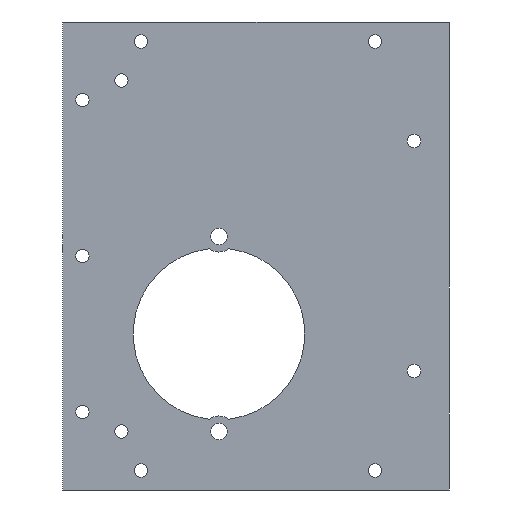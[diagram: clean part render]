
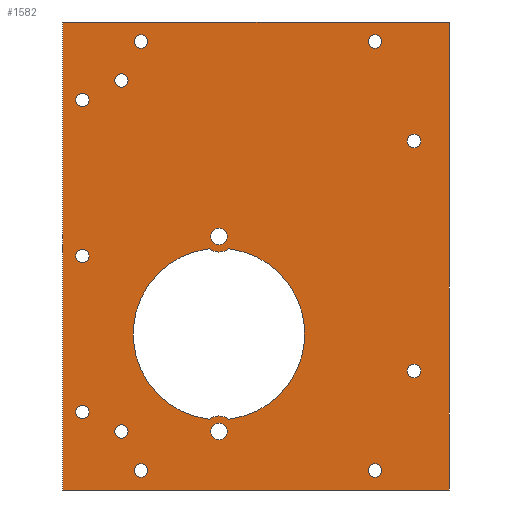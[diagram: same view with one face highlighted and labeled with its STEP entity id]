
A CAD part, left-side view. The second image highlights one B-rep face of the part: STEP entity #1582.
In plain terms, the highlighted planar face has unit normal (-1, 0, 0).
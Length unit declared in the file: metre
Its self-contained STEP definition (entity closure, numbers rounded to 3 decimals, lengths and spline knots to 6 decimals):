
#42=LINE('',#2257,#182);
#177=LINE('',#2636,#317);
#178=LINE('',#2638,#318);
#179=LINE('',#2640,#319);
#182=VECTOR('',#1822,1.);
#317=VECTOR('',#2189,1.);
#318=VECTOR('',#2190,1.);
#319=VECTOR('',#2191,1.);
#685=ORIENTED_EDGE('',*,*,#774,.F.);
#686=ORIENTED_EDGE('',*,*,#773,.F.);
#687=ORIENTED_EDGE('',*,*,#772,.F.);
#688=ORIENTED_EDGE('',*,*,#771,.F.);
#689=ORIENTED_EDGE('',*,*,#770,.F.);
#690=ORIENTED_EDGE('',*,*,#769,.F.);
#691=ORIENTED_EDGE('',*,*,#768,.F.);
#692=ORIENTED_EDGE('',*,*,#767,.F.);
#693=ORIENTED_EDGE('',*,*,#766,.F.);
#694=ORIENTED_EDGE('',*,*,#765,.F.);
#695=ORIENTED_EDGE('',*,*,#764,.F.);
#696=ORIENTED_EDGE('',*,*,#798,.T.);
#697=ORIENTED_EDGE('',*,*,#801,.F.);
#698=ORIENTED_EDGE('',*,*,#804,.T.);
#699=ORIENTED_EDGE('',*,*,#806,.F.);
#700=ORIENTED_EDGE('',*,*,#793,.T.);
#701=ORIENTED_EDGE('',*,*,#791,.T.);
#702=ORIENTED_EDGE('',*,*,#941,.F.);
#703=ORIENTED_EDGE('',*,*,#942,.T.);
#704=ORIENTED_EDGE('',*,*,#943,.T.);
#705=ORIENTED_EDGE('',*,*,#760,.T.);
#760=EDGE_CURVE('',#968,#969,#42,.T.);
#764=EDGE_CURVE('',#972,#972,#1120,.F.);
#765=EDGE_CURVE('',#973,#973,#1121,.F.);
#766=EDGE_CURVE('',#974,#974,#1122,.F.);
#767=EDGE_CURVE('',#975,#975,#1123,.F.);
#768=EDGE_CURVE('',#976,#976,#1124,.F.);
#769=EDGE_CURVE('',#977,#977,#1125,.F.);
#770=EDGE_CURVE('',#978,#978,#1126,.F.);
#771=EDGE_CURVE('',#979,#979,#1127,.F.);
#772=EDGE_CURVE('',#980,#980,#1128,.F.);
#773=EDGE_CURVE('',#981,#981,#1129,.F.);
#774=EDGE_CURVE('',#982,#982,#1130,.F.);
#791=EDGE_CURVE('',#995,#995,#1131,.T.);
#793=EDGE_CURVE('',#997,#997,#1133,.T.);
#798=EDGE_CURVE('',#1000,#1002,#1136,.T.);
#801=EDGE_CURVE('',#1004,#1002,#1138,.T.);
#804=EDGE_CURVE('',#1004,#1006,#1140,.T.);
#806=EDGE_CURVE('',#1000,#1006,#1142,.T.);
#941=EDGE_CURVE('',#1096,#969,#177,.T.);
#942=EDGE_CURVE('',#1096,#1097,#178,.T.);
#943=EDGE_CURVE('',#1097,#968,#179,.T.);
#968=VERTEX_POINT('',#2258);
#969=VERTEX_POINT('',#2259);
#972=VERTEX_POINT('',#2267);
#973=VERTEX_POINT('',#2270);
#974=VERTEX_POINT('',#2273);
#975=VERTEX_POINT('',#2276);
#976=VERTEX_POINT('',#2279);
#977=VERTEX_POINT('',#2282);
#978=VERTEX_POINT('',#2285);
#979=VERTEX_POINT('',#2288);
#980=VERTEX_POINT('',#2291);
#981=VERTEX_POINT('',#2294);
#982=VERTEX_POINT('',#2297);
#995=VERTEX_POINT('',#2333);
#997=VERTEX_POINT('',#2338);
#1000=VERTEX_POINT('',#2344);
#1002=VERTEX_POINT('',#2348);
#1004=VERTEX_POINT('',#2354);
#1006=VERTEX_POINT('',#2360);
#1096=VERTEX_POINT('',#2637);
#1097=VERTEX_POINT('',#2639);
#1120=CIRCLE('',#1634,0.0017);
#1121=CIRCLE('',#1636,0.0017);
#1122=CIRCLE('',#1638,0.0017);
#1123=CIRCLE('',#1640,0.0017);
#1124=CIRCLE('',#1642,0.0017);
#1125=CIRCLE('',#1644,0.0017);
#1126=CIRCLE('',#1646,0.0017);
#1127=CIRCLE('',#1648,0.0017);
#1128=CIRCLE('',#1650,0.0017);
#1129=CIRCLE('',#1652,0.0017);
#1130=CIRCLE('',#1654,0.0017);
#1131=CIRCLE('',#1661,0.00215);
#1133=CIRCLE('',#1664,0.00215);
#1136=CIRCLE('',#1668,0.022);
#1138=CIRCLE('',#1671,0.004);
#1140=CIRCLE('',#1674,0.022);
#1142=CIRCLE('',#1677,0.004);
#1288=EDGE_LOOP('',(#685));
#1289=EDGE_LOOP('',(#686));
#1290=EDGE_LOOP('',(#687));
#1291=EDGE_LOOP('',(#688));
#1292=EDGE_LOOP('',(#689));
#1293=EDGE_LOOP('',(#690));
#1294=EDGE_LOOP('',(#691));
#1295=EDGE_LOOP('',(#692));
#1296=EDGE_LOOP('',(#693));
#1297=EDGE_LOOP('',(#694));
#1298=EDGE_LOOP('',(#695));
#1299=EDGE_LOOP('',(#696,#697,#698,#699));
#1300=EDGE_LOOP('',(#700));
#1301=EDGE_LOOP('',(#701));
#1302=EDGE_LOOP('',(#702,#703,#704,#705));
#1428=FACE_BOUND('',#1288,.T.);
#1429=FACE_BOUND('',#1289,.T.);
#1430=FACE_BOUND('',#1290,.T.);
#1431=FACE_BOUND('',#1291,.T.);
#1432=FACE_BOUND('',#1292,.T.);
#1433=FACE_BOUND('',#1293,.T.);
#1434=FACE_BOUND('',#1294,.T.);
#1435=FACE_BOUND('',#1295,.T.);
#1436=FACE_BOUND('',#1296,.T.);
#1437=FACE_BOUND('',#1297,.T.);
#1438=FACE_BOUND('',#1298,.T.);
#1439=FACE_BOUND('',#1299,.T.);
#1440=FACE_BOUND('',#1300,.T.);
#1441=FACE_BOUND('',#1301,.T.);
#1442=FACE_BOUND('',#1302,.T.);
#1497=PLANE('',#1748);
#1582=ADVANCED_FACE('',(#1428,#1429,#1430,#1431,#1432,#1433,#1434,#1435,
#1436,#1437,#1438,#1439,#1440,#1441,#1442),#1497,.F.);
#1634=AXIS2_PLACEMENT_3D('',#2266,#1828,#1829);
#1636=AXIS2_PLACEMENT_3D('',#2269,#1832,#1833);
#1638=AXIS2_PLACEMENT_3D('',#2272,#1836,#1837);
#1640=AXIS2_PLACEMENT_3D('',#2275,#1840,#1841);
#1642=AXIS2_PLACEMENT_3D('',#2278,#1844,#1845);
#1644=AXIS2_PLACEMENT_3D('',#2281,#1848,#1849);
#1646=AXIS2_PLACEMENT_3D('',#2284,#1852,#1853);
#1648=AXIS2_PLACEMENT_3D('',#2287,#1856,#1857);
#1650=AXIS2_PLACEMENT_3D('',#2290,#1860,#1861);
#1652=AXIS2_PLACEMENT_3D('',#2293,#1864,#1865);
#1654=AXIS2_PLACEMENT_3D('',#2296,#1868,#1869);
#1661=AXIS2_PLACEMENT_3D('',#2332,#1898,#1899);
#1664=AXIS2_PLACEMENT_3D('',#2337,#1904,#1905);
#1668=AXIS2_PLACEMENT_3D('',#2349,#1914,#1915);
#1671=AXIS2_PLACEMENT_3D('',#2355,#1921,#1922);
#1674=AXIS2_PLACEMENT_3D('',#2361,#1928,#1929);
#1677=AXIS2_PLACEMENT_3D('',#2364,#1934,#1935);
#1748=AXIS2_PLACEMENT_3D('',#2635,#2187,#2188);
#1822=DIRECTION('',(0.,0.,-1.));
#1828=DIRECTION('',(1.,0.,0.));
#1829=DIRECTION('',(0.,0.,-1.));
#1832=DIRECTION('',(1.,0.,0.));
#1833=DIRECTION('',(0.,0.,-1.));
#1836=DIRECTION('',(1.,0.,0.));
#1837=DIRECTION('',(0.,0.,-1.));
#1840=DIRECTION('',(1.,0.,0.));
#1841=DIRECTION('',(0.,0.,-1.));
#1844=DIRECTION('',(1.,0.,0.));
#1845=DIRECTION('',(0.,0.,-1.));
#1848=DIRECTION('',(1.,0.,0.));
#1849=DIRECTION('',(0.,0.,-1.));
#1852=DIRECTION('',(1.,0.,0.));
#1853=DIRECTION('',(0.,0.,-1.));
#1856=DIRECTION('',(1.,0.,0.));
#1857=DIRECTION('',(0.,0.,-1.));
#1860=DIRECTION('',(1.,0.,0.));
#1861=DIRECTION('',(0.,0.,-1.));
#1864=DIRECTION('',(1.,0.,0.));
#1865=DIRECTION('',(0.,0.,-1.));
#1868=DIRECTION('',(1.,0.,0.));
#1869=DIRECTION('',(0.,0.,-1.));
#1898=DIRECTION('',(1.,0.,0.));
#1899=DIRECTION('',(0.,0.,-1.));
#1904=DIRECTION('',(1.,0.,0.));
#1905=DIRECTION('',(0.,0.,-1.));
#1914=DIRECTION('',(1.,0.,0.));
#1915=DIRECTION('',(0.,0.,-1.));
#1921=DIRECTION('',(1.,0.,0.));
#1922=DIRECTION('',(0.,0.,-1.));
#1928=DIRECTION('',(1.,0.,0.));
#1929=DIRECTION('',(0.,0.,-1.));
#1934=DIRECTION('',(1.,0.,0.));
#1935=DIRECTION('',(0.,0.,-1.));
#2187=DIRECTION('',(1.,0.,0.));
#2188=DIRECTION('',(0.,1.,0.));
#2189=DIRECTION('',(0.,1.,0.));
#2190=DIRECTION('',(0.,0.,1.));
#2191=DIRECTION('',(0.,1.,0.));
#2257=CARTESIAN_POINT('',(0.,0.04,0.02));
#2258=CARTESIAN_POINT('',(0.,0.04,0.08));
#2259=CARTESIAN_POINT('',(0.,0.04,-0.04));
#2266=CARTESIAN_POINT('',(0.,0.02,-0.035));
#2267=CARTESIAN_POINT('',(0.,0.02,-0.0367));
#2269=CARTESIAN_POINT('',(0.,-0.04,-0.035));
#2270=CARTESIAN_POINT('',(0.,-0.04,-0.0367));
#2272=CARTESIAN_POINT('',(0.,0.025,-0.025));
#2273=CARTESIAN_POINT('',(0.,0.025,-0.0267));
#2275=CARTESIAN_POINT('',(0.,0.025,0.065));
#2276=CARTESIAN_POINT('',(0.,0.025,0.0633));
#2278=CARTESIAN_POINT('',(0.,0.02,0.075));
#2279=CARTESIAN_POINT('',(0.,0.02,0.0733));
#2281=CARTESIAN_POINT('',(0.,-0.04,0.075));
#2282=CARTESIAN_POINT('',(0.,-0.04,0.0733));
#2284=CARTESIAN_POINT('',(0.,-0.05,0.0495));
#2285=CARTESIAN_POINT('',(0.,-0.05,0.0478));
#2287=CARTESIAN_POINT('',(0.,-0.05,-0.0095));
#2288=CARTESIAN_POINT('',(0.,-0.05,-0.0112));
#2290=CARTESIAN_POINT('',(0.,0.035,-0.02));
#2291=CARTESIAN_POINT('',(0.,0.035,-0.0217));
#2293=CARTESIAN_POINT('',(0.,0.035,0.02));
#2294=CARTESIAN_POINT('',(0.,0.035,0.0183));
#2296=CARTESIAN_POINT('',(0.,0.035,0.06));
#2297=CARTESIAN_POINT('',(0.,0.035,0.0583));
#2332=CARTESIAN_POINT('',(0.,0.,0.025));
#2333=CARTESIAN_POINT('',(0.,0.,0.02285));
#2337=CARTESIAN_POINT('',(0.,0.,-0.025));
#2338=CARTESIAN_POINT('',(0.,0.,-0.02715));
#2344=CARTESIAN_POINT('',(0.,0.002478,-0.02186));
#2348=CARTESIAN_POINT('',(0.,0.002478,0.02186));
#2349=CARTESIAN_POINT('',(0.,0.,0.));
#2354=CARTESIAN_POINT('',(0.,-0.002478,0.02186));
#2355=CARTESIAN_POINT('',(0.,0.,0.025));
#2360=CARTESIAN_POINT('',(0.,-0.002478,-0.02186));
#2361=CARTESIAN_POINT('',(0.,0.,0.));
#2364=CARTESIAN_POINT('',(0.,0.,-0.025));
#2635=CARTESIAN_POINT('',(0.,-0.12,0.02));
#2636=CARTESIAN_POINT('',(0.,-0.12,-0.04));
#2637=CARTESIAN_POINT('',(0.,-0.059,-0.04));
#2638=CARTESIAN_POINT('',(0.,-0.059,0.02));
#2639=CARTESIAN_POINT('',(0.,-0.059,0.08));
#2640=CARTESIAN_POINT('',(0.,-0.12,0.08));
